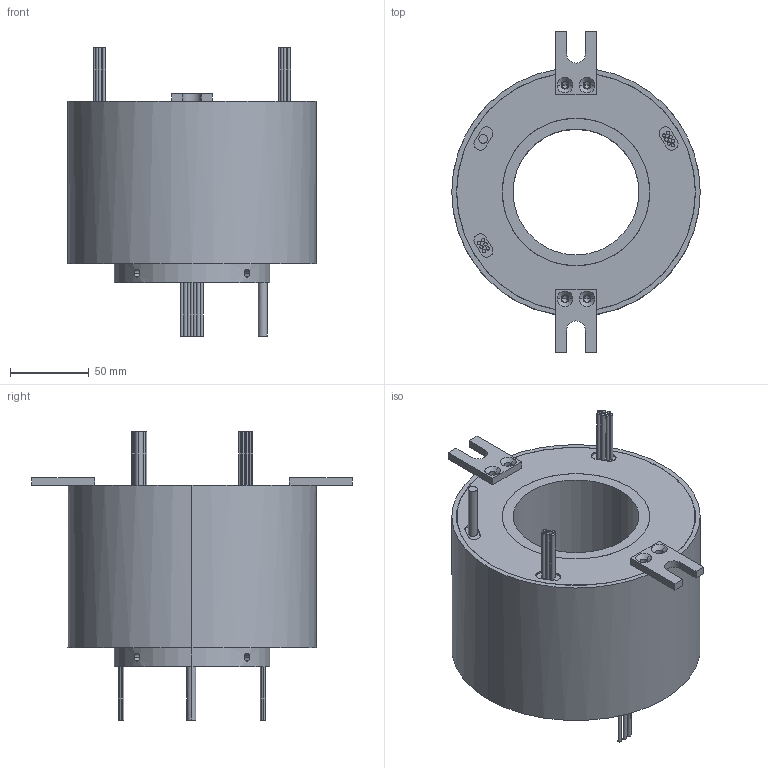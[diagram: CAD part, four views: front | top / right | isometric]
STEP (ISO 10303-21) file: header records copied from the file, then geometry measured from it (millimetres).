
FILE_DESCRIPTION (( 'STEP AP203' ), '1' );
FILE_NAME ('MT80158-P1310-S05.STEP', '2020-07-10T06:35:33', ( '微软用户' ), ( '微软中国' ), 'SwSTEP 2.0', 'SolidWorks 2014', '' );
FILE_SCHEMA (( 'CONFIG_CONTROL_DESIGN' ));
Length unit declared in the file: millimetre
Products named in the file (1): MT80158-P1310-S05
Bounding box: 158 x 204 x 183.2 mm (x, y, z)
Volume: 1546853.4 mm3; surface area: 132825.4 mm2
Topology: 1 solids, 1 shells, 216 faces, 497 edges, 318 vertices
Faces by surface type: cylinder 117, plane 83, cone 16
Entity records: 6692 total; most frequent: CARTESIAN_POINT 1520, DIRECTION 1149, ORIENTED_EDGE 978, EDGE_CURVE 489, AXIS2_PLACEMENT_3D 459, VERTEX_POINT 318, EDGE_LOOP 273, CIRCLE 242
